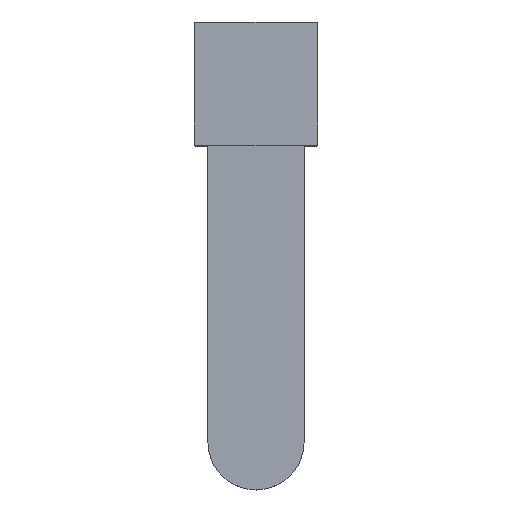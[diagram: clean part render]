
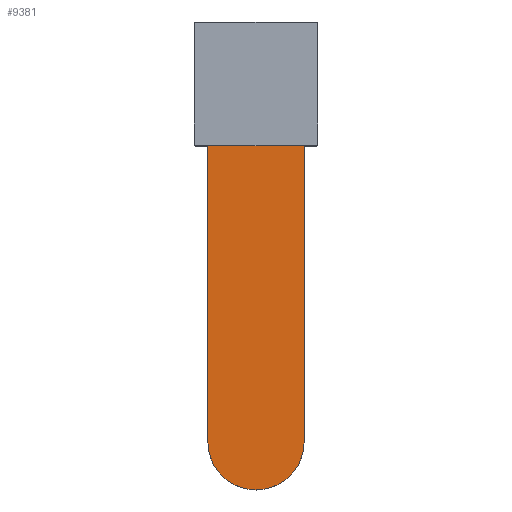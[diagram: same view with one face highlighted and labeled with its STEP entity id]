
A CAD part, top view. The second image highlights one B-rep face of the part: STEP entity #9381.
In plain terms, the highlighted planar face has unit normal (0, 0, 1).
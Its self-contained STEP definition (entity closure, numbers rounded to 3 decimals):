
#9284=CARTESIAN_POINT('Axis2P3D Location',(0.,150.,216.5)) ;
#9289=CARTESIAN_POINT('Axis2P3D Location',(0.,150.,216.5)) ;
#9293=CARTESIAN_POINT('Vertex',(-5.,166.771,216.5)) ;
#9295=CARTESIAN_POINT('Vertex',(-17.5,150.,216.5)) ;
#9298=CARTESIAN_POINT('Line Origine',(-17.5,85.,216.5)) ;
#9302=CARTESIAN_POINT('Vertex',(-17.5,20.,216.5)) ;
#9305=CARTESIAN_POINT('Axis2P3D Location',(0.,20.,216.5)) ;
#9309=CARTESIAN_POINT('Vertex',(-5.,3.229,216.5)) ;
#9312=CARTESIAN_POINT('Axis2P3D Location',(0.,20.,216.5)) ;
#9316=CARTESIAN_POINT('Vertex',(5.,3.229,216.5)) ;
#9319=CARTESIAN_POINT('Axis2P3D Location',(0.,20.,216.5)) ;
#9323=CARTESIAN_POINT('Vertex',(17.5,20.,216.5)) ;
#9326=CARTESIAN_POINT('Line Origine',(17.5,85.,216.5)) ;
#9330=CARTESIAN_POINT('Vertex',(17.5,150.,216.5)) ;
#9333=CARTESIAN_POINT('Axis2P3D Location',(0.,150.,216.5)) ;
#9337=CARTESIAN_POINT('Vertex',(5.,166.771,216.5)) ;
#9340=CARTESIAN_POINT('Axis2P3D Location',(0.,150.,216.5)) ;
#9355=CARTESIAN_POINT('Axis2P3D Location',(0.,150.,216.5)) ;
#9359=CARTESIAN_POINT('Vertex',(-12.067,156.592,216.5)) ;
#9361=CARTESIAN_POINT('Vertex',(12.067,143.408,216.5)) ;
#9364=CARTESIAN_POINT('Axis2P3D Location',(0.,150.,216.5)) ;
#9368=CARTESIAN_POINT('Vertex',(0.324,136.254,216.5)) ;
#9371=CARTESIAN_POINT('Axis2P3D Location',(0.,150.,216.5)) ;
#9300=VECTOR('Line Direction',#9299,1.) ;
#9328=VECTOR('Line Direction',#9327,1.) ;
#9285=DIRECTION('Axis2P3D Direction',(0.,0.,1.)) ;
#9286=DIRECTION('Axis2P3D XDirection',(1.,0.,0.)) ;
#9290=DIRECTION('Axis2P3D Direction',(0.,0.,1.)) ;
#9299=DIRECTION('Vector Direction',(0.,1.,0.)) ;
#9306=DIRECTION('Axis2P3D Direction',(0.,0.,1.)) ;
#9313=DIRECTION('Axis2P3D Direction',(0.,0.,1.)) ;
#9320=DIRECTION('Axis2P3D Direction',(0.,0.,1.)) ;
#9327=DIRECTION('Vector Direction',(0.,-1.,0.)) ;
#9334=DIRECTION('Axis2P3D Direction',(0.,0.,1.)) ;
#9341=DIRECTION('Axis2P3D Direction',(0.,0.,1.)) ;
#9356=DIRECTION('Axis2P3D Direction',(0.,0.,1.)) ;
#9365=DIRECTION('Axis2P3D Direction',(0.,0.,1.)) ;
#9372=DIRECTION('Axis2P3D Direction',(0.,0.,1.)) ;
#9287=AXIS2_PLACEMENT_3D('Plane Axis2P3D',#9284,#9285,#9286) ;
#9291=AXIS2_PLACEMENT_3D('Circle Axis2P3D',#9289,#9290,$) ;
#9307=AXIS2_PLACEMENT_3D('Circle Axis2P3D',#9305,#9306,$) ;
#9314=AXIS2_PLACEMENT_3D('Circle Axis2P3D',#9312,#9313,$) ;
#9321=AXIS2_PLACEMENT_3D('Circle Axis2P3D',#9319,#9320,$) ;
#9335=AXIS2_PLACEMENT_3D('Circle Axis2P3D',#9333,#9334,$) ;
#9342=AXIS2_PLACEMENT_3D('Circle Axis2P3D',#9340,#9341,$) ;
#9357=AXIS2_PLACEMENT_3D('Circle Axis2P3D',#9355,#9356,$) ;
#9366=AXIS2_PLACEMENT_3D('Circle Axis2P3D',#9364,#9365,$) ;
#9373=AXIS2_PLACEMENT_3D('Circle Axis2P3D',#9371,#9372,$) ;
#9301=LINE('Line',#9298,#9300) ;
#9329=LINE('Line',#9326,#9328) ;
#9292=CIRCLE('generated circle',#9291,17.5) ;
#9308=CIRCLE('generated circle',#9307,17.5) ;
#9315=CIRCLE('generated circle',#9314,17.5) ;
#9322=CIRCLE('generated circle',#9321,17.5) ;
#9336=CIRCLE('generated circle',#9335,17.5) ;
#9343=CIRCLE('generated circle',#9342,17.5) ;
#9358=CIRCLE('generated circle',#9357,13.75) ;
#9367=CIRCLE('generated circle',#9366,13.75) ;
#9374=CIRCLE('generated circle',#9373,13.75) ;
#9288=PLANE('',#9287) ;
#9380=FACE_BOUND('',#9376,.T.) ;
#9297=EDGE_CURVE('',#9294,#9296,#9292,.T.) ;
#9304=EDGE_CURVE('',#9296,#9303,#9301,.F.) ;
#9311=EDGE_CURVE('',#9303,#9310,#9308,.T.) ;
#9318=EDGE_CURVE('',#9310,#9317,#9315,.T.) ;
#9325=EDGE_CURVE('',#9317,#9324,#9322,.T.) ;
#9332=EDGE_CURVE('',#9324,#9331,#9329,.F.) ;
#9339=EDGE_CURVE('',#9331,#9338,#9336,.T.) ;
#9344=EDGE_CURVE('',#9338,#9294,#9343,.T.) ;
#9363=EDGE_CURVE('',#9360,#9362,#9358,.F.) ;
#9370=EDGE_CURVE('',#9362,#9369,#9367,.F.) ;
#9375=EDGE_CURVE('',#9369,#9360,#9374,.F.) ;
#9346=ORIENTED_EDGE('',*,*,#9297,.T.) ;
#9347=ORIENTED_EDGE('',*,*,#9304,.T.) ;
#9348=ORIENTED_EDGE('',*,*,#9311,.T.) ;
#9349=ORIENTED_EDGE('',*,*,#9318,.T.) ;
#9350=ORIENTED_EDGE('',*,*,#9325,.T.) ;
#9351=ORIENTED_EDGE('',*,*,#9332,.T.) ;
#9352=ORIENTED_EDGE('',*,*,#9339,.T.) ;
#9353=ORIENTED_EDGE('',*,*,#9344,.T.) ;
#9377=ORIENTED_EDGE('',*,*,#9363,.T.) ;
#9378=ORIENTED_EDGE('',*,*,#9370,.T.) ;
#9379=ORIENTED_EDGE('',*,*,#9375,.T.) ;
#9345=EDGE_LOOP('',(#9346,#9347,#9348,#9349,#9350,#9351,#9352,#9353)) ;
#9376=EDGE_LOOP('',(#9377,#9378,#9379)) ;
#9294=VERTEX_POINT('',#9293) ;
#9296=VERTEX_POINT('',#9295) ;
#9303=VERTEX_POINT('',#9302) ;
#9310=VERTEX_POINT('',#9309) ;
#9317=VERTEX_POINT('',#9316) ;
#9324=VERTEX_POINT('',#9323) ;
#9331=VERTEX_POINT('',#9330) ;
#9338=VERTEX_POINT('',#9337) ;
#9360=VERTEX_POINT('',#9359) ;
#9362=VERTEX_POINT('',#9361) ;
#9369=VERTEX_POINT('',#9368) ;
#9381=ADVANCED_FACE('Superficie.86',(#9354,#9380),#9288,.T.) ;
#9354=FACE_OUTER_BOUND('',#9345,.T.) ;
